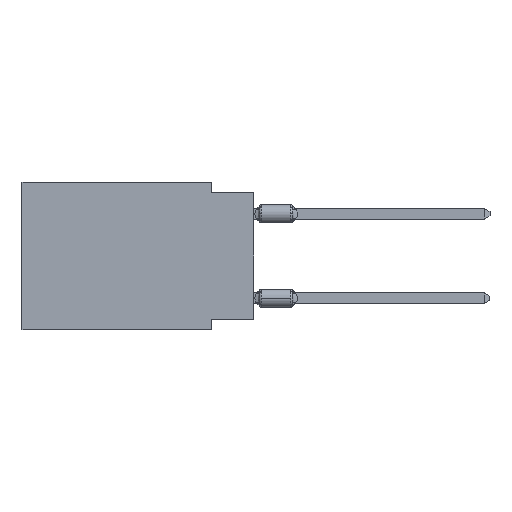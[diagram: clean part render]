
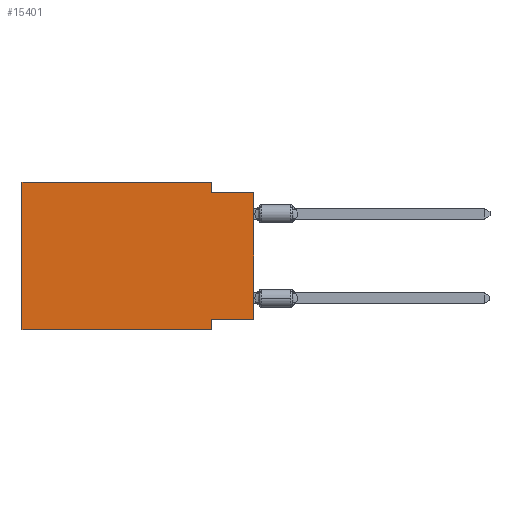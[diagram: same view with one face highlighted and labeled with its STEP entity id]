
A CAD part, left-side view. The second image highlights one B-rep face of the part: STEP entity #15401.
In plain terms, the highlighted planar face has unit normal (-1, 0, 0).
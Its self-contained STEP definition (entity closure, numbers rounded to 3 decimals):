
#43 = ORIENTED_EDGE ( 'NONE', *, *, #1641, .T. ) ;
#476 = CARTESIAN_POINT ( 'NONE',  ( 0., 2.54, -8.255 ) ) ;
#817 = ORIENTED_EDGE ( 'NONE', *, *, #6001, .F. ) ;
#849 = LINE ( 'NONE', #5495, #13275 ) ;
#893 = VERTEX_POINT ( 'NONE', #2343 ) ;
#1061 = DIRECTION ( 'NONE',  ( 0., 0., 1. ) ) ;
#1552 = VERTEX_POINT ( 'NONE', #476 ) ;
#1607 = DIRECTION ( 'NONE',  ( 0., 1., 0. ) ) ;
#1641 = EDGE_CURVE ( 'NONE', #10301, #2037, #849, .T. ) ;
#1907 = DIRECTION ( 'NONE',  ( 0., 0., -1. ) ) ;
#2008 = LINE ( 'NONE', #14194, #18838 ) ;
#2037 = VERTEX_POINT ( 'NONE', #8568 ) ;
#2093 = LINE ( 'NONE', #6930, #14845 ) ;
#2343 = CARTESIAN_POINT ( 'NONE',  ( 0., 2.54, -8.89 ) ) ;
#3210 = LINE ( 'NONE', #18413, #3875 ) ;
#3216 = CARTESIAN_POINT ( 'NONE',  ( 0., 2.54, 0. ) ) ;
#3843 = AXIS2_PLACEMENT_3D ( 'NONE', #9664, #12581, #18716 ) ;
#3875 = VECTOR ( 'NONE', #1607, 1000. ) ;
#3896 = DIRECTION ( 'NONE',  ( 0., -1., 0. ) ) ;
#4145 = VECTOR ( 'NONE', #3896, 1000. ) ;
#4468 = EDGE_LOOP ( 'NONE', ( #43, #817, #8734, #18914, #18340, #14335, #18093, #8897 ) ) ;
#4619 = LINE ( 'NONE', #3216, #8308 ) ;
#5346 = EDGE_CURVE ( 'NONE', #11095, #893, #8766, .T. ) ;
#5495 = CARTESIAN_POINT ( 'NONE',  ( 0., 0., 0. ) ) ;
#5872 = LINE ( 'NONE', #6169, #19584 ) ;
#6001 = EDGE_CURVE ( 'NONE', #12833, #2037, #17682, .T. ) ;
#6034 = CARTESIAN_POINT ( 'NONE',  ( 0., 13.97, -8.89 ) ) ;
#6156 = EDGE_CURVE ( 'NONE', #17043, #12268, #5872, .T. ) ;
#6169 = CARTESIAN_POINT ( 'NONE',  ( 0., 13.97, 0. ) ) ;
#6441 = PLANE ( 'NONE',  #3843 ) ;
#6639 = EDGE_CURVE ( 'NONE', #11095, #17043, #2008, .T. ) ;
#6930 = CARTESIAN_POINT ( 'NONE',  ( 0., 2.54, -8.89 ) ) ;
#7017 = VECTOR ( 'NONE', #18322, 1000. ) ;
#7818 = CARTESIAN_POINT ( 'NONE',  ( 0., 2.54, -0.635 ) ) ;
#8308 = VECTOR ( 'NONE', #1907, 1000. ) ;
#8568 = CARTESIAN_POINT ( 'NONE',  ( 0., 0., -0.635 ) ) ;
#8734 = ORIENTED_EDGE ( 'NONE', *, *, #14092, .F. ) ;
#8766 = LINE ( 'NONE', #6034, #7017 ) ;
#8885 = CARTESIAN_POINT ( 'NONE',  ( 0., 2.54, 0. ) ) ;
#8897 = ORIENTED_EDGE ( 'NONE', *, *, #17778, .F. ) ;
#9664 = CARTESIAN_POINT ( 'NONE',  ( 0., 13.97, 0. ) ) ;
#10301 = VERTEX_POINT ( 'NONE', #17577 ) ;
#10975 = FACE_OUTER_BOUND ( 'NONE', #4468, .T. ) ;
#11095 = VERTEX_POINT ( 'NONE', #19329 ) ;
#11312 = CARTESIAN_POINT ( 'NONE',  ( 0., 13.97, 0. ) ) ;
#11454 = DIRECTION ( 'NONE',  ( 0., 0., -1. ) ) ;
#11537 = CARTESIAN_POINT ( 'NONE',  ( 0., 0., -0.635 ) ) ;
#12268 = VERTEX_POINT ( 'NONE', #8885 ) ;
#12581 = DIRECTION ( 'NONE',  ( 1., 0., 0. ) ) ;
#12833 = VERTEX_POINT ( 'NONE', #7818 ) ;
#13275 = VECTOR ( 'NONE', #1061, 1000. ) ;
#14092 = EDGE_CURVE ( 'NONE', #12268, #12833, #4619, .T. ) ;
#14194 = CARTESIAN_POINT ( 'NONE',  ( 0., 13.97, 0. ) ) ;
#14335 = ORIENTED_EDGE ( 'NONE', *, *, #5346, .T. ) ;
#14845 = VECTOR ( 'NONE', #11454, 1000. ) ;
#15401 = ADVANCED_FACE ( 'NONE', ( #10975 ), #6441, .F. ) ;
#15592 = DIRECTION ( 'NONE',  ( 0., 0., 1. ) ) ;
#16739 = DIRECTION ( 'NONE',  ( 0., -1., 0. ) ) ;
#17043 = VERTEX_POINT ( 'NONE', #11312 ) ;
#17577 = CARTESIAN_POINT ( 'NONE',  ( 0., 0., -8.255 ) ) ;
#17682 = LINE ( 'NONE', #11537, #4145 ) ;
#17778 = EDGE_CURVE ( 'NONE', #10301, #1552, #3210, .T. ) ;
#18093 = ORIENTED_EDGE ( 'NONE', *, *, #19188, .F. ) ;
#18322 = DIRECTION ( 'NONE',  ( 0., -1., 0. ) ) ;
#18340 = ORIENTED_EDGE ( 'NONE', *, *, #6639, .F. ) ;
#18413 = CARTESIAN_POINT ( 'NONE',  ( 0., 0., -8.255 ) ) ;
#18716 = DIRECTION ( 'NONE',  ( 0., 0., -1. ) ) ;
#18838 = VECTOR ( 'NONE', #15592, 1000. ) ;
#18914 = ORIENTED_EDGE ( 'NONE', *, *, #6156, .F. ) ;
#19188 = EDGE_CURVE ( 'NONE', #1552, #893, #2093, .T. ) ;
#19329 = CARTESIAN_POINT ( 'NONE',  ( 0., 13.97, -8.89 ) ) ;
#19584 = VECTOR ( 'NONE', #16739, 1000. ) ;
